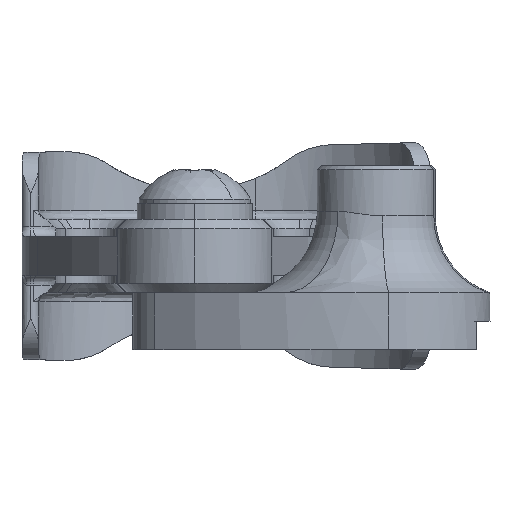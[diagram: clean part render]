
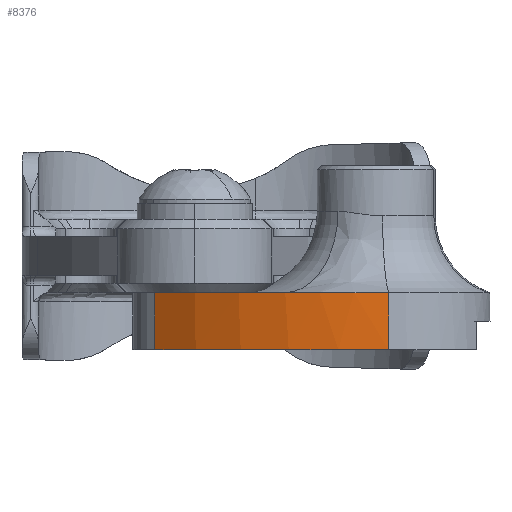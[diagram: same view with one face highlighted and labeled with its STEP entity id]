
A CAD part, left-side view. The second image highlights one B-rep face of the part: STEP entity #8376.
In plain terms, the highlighted cylindrical face has radius 38.1 mm (diameter 76.2 mm), a partial arc.
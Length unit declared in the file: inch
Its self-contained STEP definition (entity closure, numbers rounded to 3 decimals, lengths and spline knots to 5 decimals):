
#35 = EDGE_CURVE ( 'NONE', #2672, #3072, #4772, .T. ) ;
#275 = VECTOR ( 'NONE', #4903, 39.37008 ) ;
#390 = CARTESIAN_POINT ( 'NONE',  ( 4.93543, -0.05002, 0.29528 ) ) ;
#513 = CARTESIAN_POINT ( 'NONE',  ( 4.44162, -0.13232, 0.01969 ) ) ;
#555 = CARTESIAN_POINT ( 'NONE',  ( 4.93167, -1.55001, 0.29528 ) ) ;
#991 = AXIS2_PLACEMENT_3D ( 'NONE', #9086, #9189, #6124 ) ;
#1093 = AXIS2_PLACEMENT_3D ( 'NONE', #4203, #9336, #8348 ) ;
#1313 = DIRECTION ( 'NONE',  ( 1., 0., 0. ) ) ;
#1321 = AXIS2_PLACEMENT_3D ( 'NONE', #8338, #3785, #9109 ) ;
#1679 = VERTEX_POINT ( 'NONE', #513 ) ;
#2154 = DIRECTION ( 'NONE',  ( 0., 0., -1. ) ) ;
#2429 = CARTESIAN_POINT ( 'NONE',  ( 5.62035, -0.21745, 0.01969 ) ) ;
#2550 = ORIENTED_EDGE ( 'NONE', *, *, #8709, .T. ) ;
#2672 = VERTEX_POINT ( 'NONE', #3859 ) ;
#2838 = EDGE_CURVE ( 'NONE', #1679, #5897, #6616, .T. ) ;
#3072 = VERTEX_POINT ( 'NONE', #390 ) ;
#3314 = CIRCLE ( 'NONE', #9473, 1.5 ) ;
#3489 = ORIENTED_EDGE ( 'NONE', *, *, #9148, .F. ) ;
#3590 = LINE ( 'NONE', #8254, #7412 ) ;
#3785 = DIRECTION ( 'NONE',  ( 0., 0., 1. ) ) ;
#3859 = CARTESIAN_POINT ( 'NONE',  ( 5.62035, -0.21745, 0.29528 ) ) ;
#4203 = CARTESIAN_POINT ( 'NONE',  ( 4.93167, -1.55001, 0.29528 ) ) ;
#4602 = CARTESIAN_POINT ( 'NONE',  ( 4.44162, -0.13232, 0.01969 ) ) ;
#4772 = CIRCLE ( 'NONE', #1093, 1.5 ) ;
#4903 = DIRECTION ( 'NONE',  ( 0., 0., 1. ) ) ;
#5331 = ORIENTED_EDGE ( 'NONE', *, *, #35, .F. ) ;
#5701 = EDGE_CURVE ( 'NONE', #2672, #9440, #3590, .T. ) ;
#5897 = VERTEX_POINT ( 'NONE', #8484 ) ;
#5916 = DIRECTION ( 'NONE',  ( 0., 0., 1. ) ) ;
#5947 = CIRCLE ( 'NONE', #1321, 1.5 ) ;
#6124 = DIRECTION ( 'NONE',  ( 1., 0., 0. ) ) ;
#6305 = FACE_OUTER_BOUND ( 'NONE', #9347, .T. ) ;
#6616 = LINE ( 'NONE', #4602, #275 ) ;
#7412 = VECTOR ( 'NONE', #2154, 39.37008 ) ;
#7691 = ORIENTED_EDGE ( 'NONE', *, *, #2838, .T. ) ;
#7806 = ORIENTED_EDGE ( 'NONE', *, *, #5701, .T. ) ;
#8086 = CYLINDRICAL_SURFACE ( 'NONE', #991, 1.5 ) ;
#8254 = CARTESIAN_POINT ( 'NONE',  ( 5.62035, -0.21745, 0.01969 ) ) ;
#8338 = CARTESIAN_POINT ( 'NONE',  ( 4.93167, -1.55001, 0.01969 ) ) ;
#8348 = DIRECTION ( 'NONE',  ( 1., 0., 0. ) ) ;
#8376 = ADVANCED_FACE ( 'NONE', ( #6305 ), #8086, .T. ) ;
#8484 = CARTESIAN_POINT ( 'NONE',  ( 4.44162, -0.13232, 0.29528 ) ) ;
#8709 = EDGE_CURVE ( 'NONE', #9440, #1679, #5947, .T. ) ;
#9086 = CARTESIAN_POINT ( 'NONE',  ( 4.93167, -1.55001, 0.01969 ) ) ;
#9109 = DIRECTION ( 'NONE',  ( 1., 0., 0. ) ) ;
#9148 = EDGE_CURVE ( 'NONE', #3072, #5897, #3314, .T. ) ;
#9189 = DIRECTION ( 'NONE',  ( 0., 0., 1. ) ) ;
#9336 = DIRECTION ( 'NONE',  ( 0., 0., 1. ) ) ;
#9347 = EDGE_LOOP ( 'NONE', ( #5331, #7806, #2550, #7691, #3489 ) ) ;
#9440 = VERTEX_POINT ( 'NONE', #2429 ) ;
#9473 = AXIS2_PLACEMENT_3D ( 'NONE', #555, #5916, #1313 ) ;
